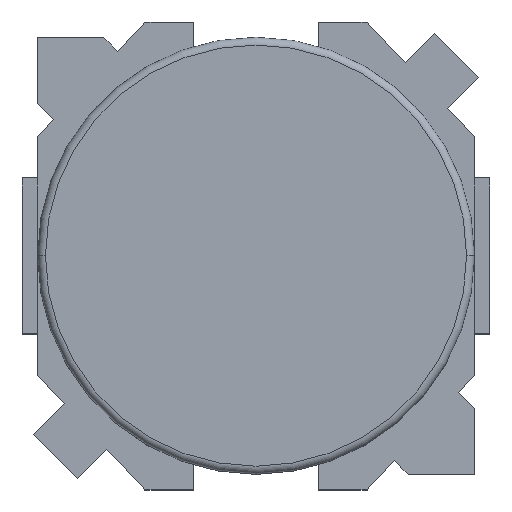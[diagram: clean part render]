
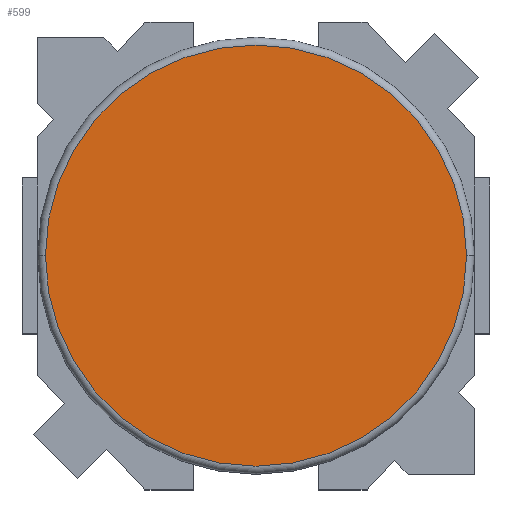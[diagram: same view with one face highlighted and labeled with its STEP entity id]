
A CAD part, top view. The second image highlights one B-rep face of the part: STEP entity #599.
In plain terms, the highlighted planar face has unit normal (0, 0, 1).
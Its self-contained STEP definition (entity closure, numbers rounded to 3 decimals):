
#519=CARTESIAN_POINT('',(-1.35,0.0,1.5));
#520=VERTEX_POINT('',#519);
#529=CARTESIAN_POINT('',(1.35,0.0,1.5));
#530=VERTEX_POINT('',#529);
#538=CARTESIAN_POINT('',(0.0,0.0,1.5));
#539=DIRECTION('',(0.0,0.0,-1.0));
#540=DIRECTION('',(-1.0,0.0,0.0));
#541=AXIS2_PLACEMENT_3D('',#538,#539,#540);
#542=CIRCLE('',#541,1.35);
#543=EDGE_CURVE('',#530,#520,#542,.T.);
#554=CARTESIAN_POINT('',(0.0,0.0,1.5));
#555=DIRECTION('',(0.0,0.0,-1.0));
#556=DIRECTION('',(-1.0,0.0,0.0));
#557=AXIS2_PLACEMENT_3D('',#554,#555,#556);
#558=CIRCLE('',#557,1.35);
#559=EDGE_CURVE('',#520,#530,#558,.T.);
#590=CARTESIAN_POINT('',(0.0,0.0,1.5));
#591=DIRECTION('',(0.0,0.0,1.0));
#592=DIRECTION('',(1.0,0.0,0.0));
#593=AXIS2_PLACEMENT_3D('',#590,#591,#592);
#594=PLANE('',#593);
#595=ORIENTED_EDGE('',*,*,#543,.F.);
#596=ORIENTED_EDGE('',*,*,#559,.F.);
#597=EDGE_LOOP('',(#595,#596));
#598=FACE_OUTER_BOUND('',#597,.T.);
#599=ADVANCED_FACE('',(#598),#594,.T.);
